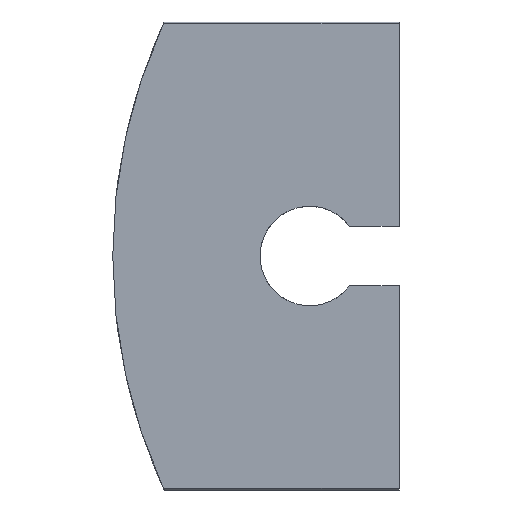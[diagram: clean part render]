
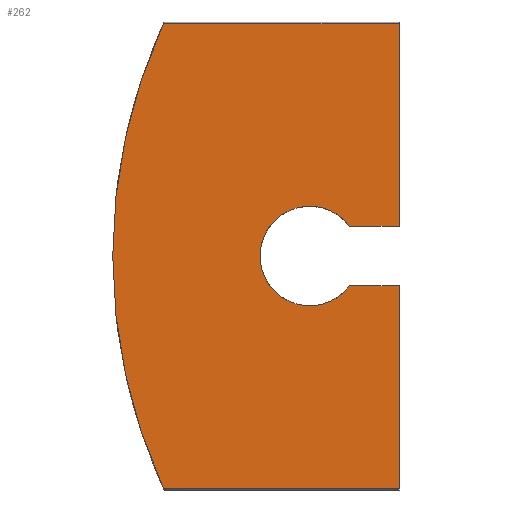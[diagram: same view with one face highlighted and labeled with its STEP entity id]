
A CAD part, top view. The second image highlights one B-rep face of the part: STEP entity #262.
In plain terms, the highlighted planar face has unit normal (0, 0, 1).
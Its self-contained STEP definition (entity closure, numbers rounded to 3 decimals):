
#126=CARTESIAN_POINT('',(-15.21,11.67,37.199));
#127=VERTEX_POINT('',#126);
#134=CARTESIAN_POINT('',(-15.21,1.5,37.199));
#135=VERTEX_POINT('',#134);
#136=CARTESIAN_POINT('',(-15.21,1.5,37.199));
#137=DIRECTION('',(-0.,1.,0.));
#138=VECTOR('',#137,10.17);
#139=LINE('',#136,#138);
#140=EDGE_CURVE('',#135,#127,#139,.T.);
#164=CARTESIAN_POINT('',(-15.21,-11.67,37.199));
#165=VERTEX_POINT('',#164);
#166=CARTESIAN_POINT('',(-15.21,-1.5,37.199));
#167=VERTEX_POINT('',#166);
#168=CARTESIAN_POINT('',(-15.21,-11.67,37.199));
#169=DIRECTION('',(-0.,1.,0.));
#170=VECTOR('',#169,10.17);
#171=LINE('',#168,#170);
#172=EDGE_CURVE('',#165,#167,#171,.T.);
#198=CARTESIAN_POINT('',(-1.605,0.,37.199));
#199=DIRECTION('',(0.,0.,-1.));
#200=DIRECTION('',(0.,-1.,0.));
#201=AXIS2_PLACEMENT_3D('',#198,#199,#200);
#202=PLANE('',#201);
#203=ORIENTED_EDGE('',*,*,#140,.T.);
#204=CARTESIAN_POINT('',(-27.057,11.67,37.199));
#205=VERTEX_POINT('',#204);
#206=CARTESIAN_POINT('',(-15.21,11.67,37.199));
#207=DIRECTION('',(-1.,-0.,0.));
#208=VECTOR('',#207,11.847);
#209=LINE('',#206,#208);
#210=EDGE_CURVE('',#127,#205,#209,.T.);
#211=ORIENTED_EDGE('',*,*,#210,.T.);
#212=CARTESIAN_POINT('',(-29.605,0.,37.199));
#213=VERTEX_POINT('',#212);
#214=CARTESIAN_POINT('',(-1.605,0.,37.199));
#215=DIRECTION('',(0.,0.,-1.));
#216=DIRECTION('',(1.,0.,0.));
#217=AXIS2_PLACEMENT_3D('',#214,#215,#216);
#218=CIRCLE('',#217,28.);
#219=EDGE_CURVE('',#213,#205,#218,.T.);
#220=ORIENTED_EDGE('',*,*,#219,.F.);
#221=CARTESIAN_POINT('',(-27.057,-11.67,37.199));
#222=VERTEX_POINT('',#221);
#223=CARTESIAN_POINT('',(-1.605,0.,37.199));
#224=DIRECTION('',(0.,0.,-1.));
#225=DIRECTION('',(1.,0.,0.));
#226=AXIS2_PLACEMENT_3D('',#223,#224,#225);
#227=CIRCLE('',#226,28.);
#228=EDGE_CURVE('',#222,#213,#227,.T.);
#229=ORIENTED_EDGE('',*,*,#228,.F.);
#230=CARTESIAN_POINT('',(-27.057,-11.67,37.199));
#231=DIRECTION('',(1.,0.,0.));
#232=VECTOR('',#231,11.847);
#233=LINE('',#230,#232);
#234=EDGE_CURVE('',#222,#165,#233,.T.);
#235=ORIENTED_EDGE('',*,*,#234,.T.);
#236=ORIENTED_EDGE('',*,*,#172,.T.);
#237=CARTESIAN_POINT('',(-17.71,-1.5,37.199));
#238=VERTEX_POINT('',#237);
#239=CARTESIAN_POINT('',(-15.21,-1.5,37.199));
#240=DIRECTION('',(-1.,0.,0.));
#241=VECTOR('',#240,2.5);
#242=LINE('',#239,#241);
#243=EDGE_CURVE('',#167,#238,#242,.T.);
#244=ORIENTED_EDGE('',*,*,#243,.T.);
#245=CARTESIAN_POINT('',(-17.71,1.5,37.199));
#246=VERTEX_POINT('',#245);
#247=CARTESIAN_POINT('',(-19.71,-0.,37.199));
#248=DIRECTION('',(0.,0.,1.));
#249=DIRECTION('',(1.,-0.,0.));
#250=AXIS2_PLACEMENT_3D('',#247,#248,#249);
#251=CIRCLE('',#250,2.5);
#252=EDGE_CURVE('',#246,#238,#251,.T.);
#253=ORIENTED_EDGE('',*,*,#252,.F.);
#254=CARTESIAN_POINT('',(-15.21,1.5,37.199));
#255=DIRECTION('',(-1.,0.,0.));
#256=VECTOR('',#255,2.5);
#257=LINE('',#254,#256);
#258=EDGE_CURVE('',#135,#246,#257,.T.);
#259=ORIENTED_EDGE('',*,*,#258,.F.);
#260=EDGE_LOOP('',(#203,#211,#220,#229,#235,#236,#244,#253,#259));
#261=FACE_BOUND('',#260,.T.);
#262=ADVANCED_FACE('',(#261),#202,.F.);
